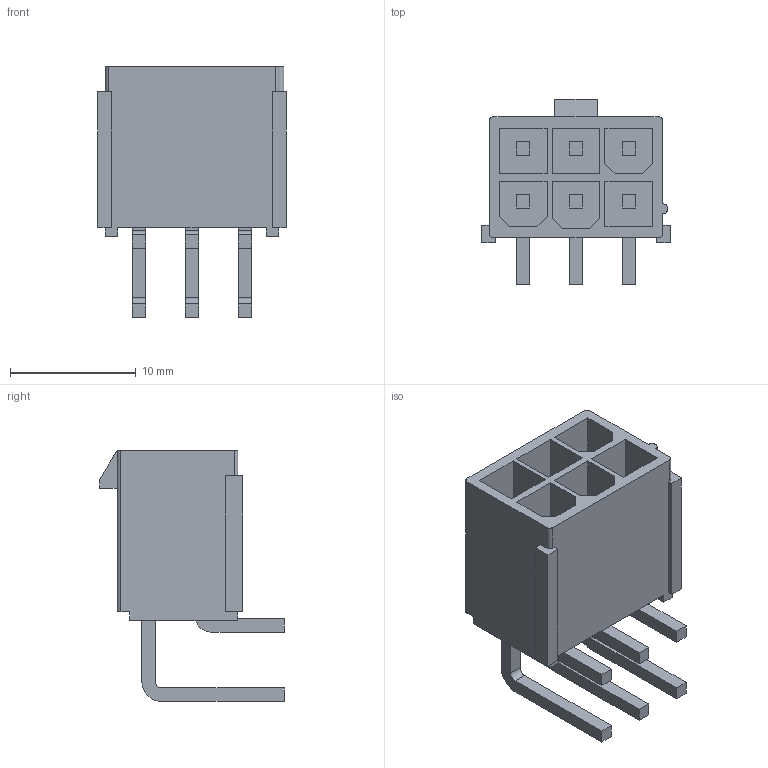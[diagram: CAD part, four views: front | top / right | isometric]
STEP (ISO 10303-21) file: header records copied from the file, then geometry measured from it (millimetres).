
FILE_DESCRIPTION(('STEP AP242'),'1');
FILE_NAME('0874270602.stp','2025-04-17T16:22:48',('TraceParts'),('TraceParts S.A.'),'Spatial InterOp 3D',' ',' ');
FILE_SCHEMA(('AP242_MANAGED_MODEL_BASED_3D_ENGINEERING_MIM_LF {1 0 10303 442 1 1 4}'));
Length unit declared in the file: millimetre
Products named in the file (1): 0874270602
Bounding box: 15 x 14.7 x 19.93 mm (x, y, z)
Volume: 1052.4 mm3; surface area: 2263.9 mm2
Topology: 1 solids, 1 shells, 156 faces, 406 edges, 270 vertices
Faces by surface type: plane 138, cylinder 18
Entity records: 4725 total; most frequent: CARTESIAN_POINT 833, ORIENTED_EDGE 812, DIRECTION 756, EDGE_CURVE 406, LINE 370, VECTOR 370, VERTEX_POINT 270, AXIS2_PLACEMENT_3D 193
